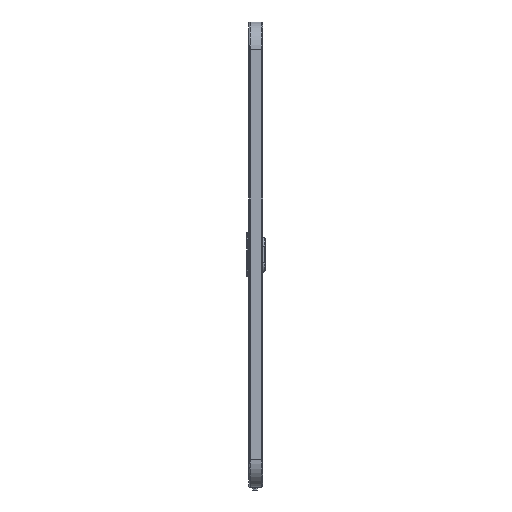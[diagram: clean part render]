
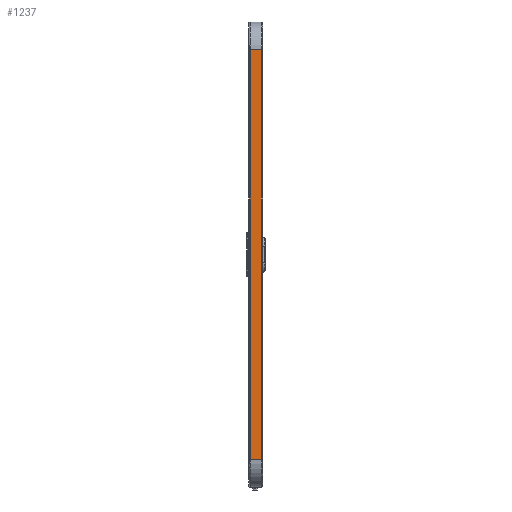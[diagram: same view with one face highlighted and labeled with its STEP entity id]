
A CAD part, left-side view. The second image highlights one B-rep face of the part: STEP entity #1237.
In plain terms, the highlighted planar face has unit normal (-1, 0, 0).
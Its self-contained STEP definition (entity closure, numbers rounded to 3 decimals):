
#71 = CARTESIAN_POINT ( 'NONE',  ( -118., 0.5, -74. ) ) ;
#81 = ORIENTED_EDGE ( 'NONE', *, *, #573, .T. ) ;
#90 = LINE ( 'NONE', #696, #1792 ) ;
#145 = VECTOR ( 'NONE', #2588, 1000. ) ;
#335 = ORIENTED_EDGE ( 'NONE', *, *, #2580, .F. ) ;
#348 = ORIENTED_EDGE ( 'NONE', *, *, #351, .T. ) ;
#351 = EDGE_CURVE ( 'NONE', #1681, #3169, #1294, .T. ) ;
#573 = EDGE_CURVE ( 'NONE', #2697, #3379, #90, .T. ) ;
#582 = DIRECTION ( 'NONE',  ( 0., 0., -1. ) ) ;
#674 = EDGE_LOOP ( 'NONE', ( #335, #81, #1321, #348 ) ) ;
#696 = CARTESIAN_POINT ( 'NONE',  ( -118., 4.5, -74. ) ) ;
#908 = VECTOR ( 'NONE', #1053, 1000. ) ;
#1003 = CARTESIAN_POINT ( 'NONE',  ( -118., 4.5, -74. ) ) ;
#1026 = AXIS2_PLACEMENT_3D ( 'NONE', #2461, #2700, #582 ) ;
#1053 = DIRECTION ( 'NONE',  ( 0., -1., 0. ) ) ;
#1057 = CARTESIAN_POINT ( 'NONE',  ( -118., 5., 74. ) ) ;
#1237 = ADVANCED_FACE ( 'NONE', ( #1408 ), #2740, .F. ) ;
#1294 = LINE ( 'NONE', #1835, #145 ) ;
#1321 = ORIENTED_EDGE ( 'NONE', *, *, #3285, .T. ) ;
#1408 = FACE_OUTER_BOUND ( 'NONE', #674, .T. ) ;
#1529 = CARTESIAN_POINT ( 'NONE',  ( -118., 0.5, 74. ) ) ;
#1681 = VERTEX_POINT ( 'NONE', #71 ) ;
#1792 = VECTOR ( 'NONE', #3063, 1000. ) ;
#1835 = CARTESIAN_POINT ( 'NONE',  ( -118., 0.5, 74. ) ) ;
#1839 = CARTESIAN_POINT ( 'NONE',  ( -118., 5., -74. ) ) ;
#2461 = CARTESIAN_POINT ( 'NONE',  ( -118., 5., -74. ) ) ;
#2580 = EDGE_CURVE ( 'NONE', #2697, #3169, #2905, .T. ) ;
#2588 = DIRECTION ( 'NONE',  ( 0., 0., 1. ) ) ;
#2651 = DIRECTION ( 'NONE',  ( 0., -1., 0. ) ) ;
#2697 = VERTEX_POINT ( 'NONE', #3248 ) ;
#2700 = DIRECTION ( 'NONE',  ( 1., 0., 0. ) ) ;
#2740 = PLANE ( 'NONE',  #1026 ) ;
#2905 = LINE ( 'NONE', #1057, #3007 ) ;
#2964 = LINE ( 'NONE', #1839, #908 ) ;
#3007 = VECTOR ( 'NONE', #2651, 1000. ) ;
#3063 = DIRECTION ( 'NONE',  ( 0., 0., -1. ) ) ;
#3169 = VERTEX_POINT ( 'NONE', #1529 ) ;
#3248 = CARTESIAN_POINT ( 'NONE',  ( -118., 4.5, 74. ) ) ;
#3285 = EDGE_CURVE ( 'NONE', #3379, #1681, #2964, .T. ) ;
#3379 = VERTEX_POINT ( 'NONE', #1003 ) ;
